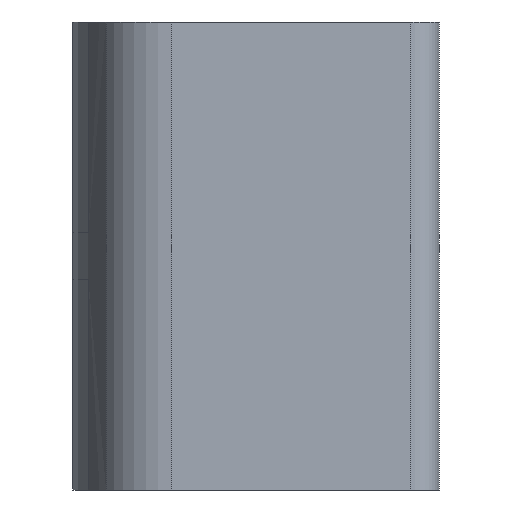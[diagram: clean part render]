
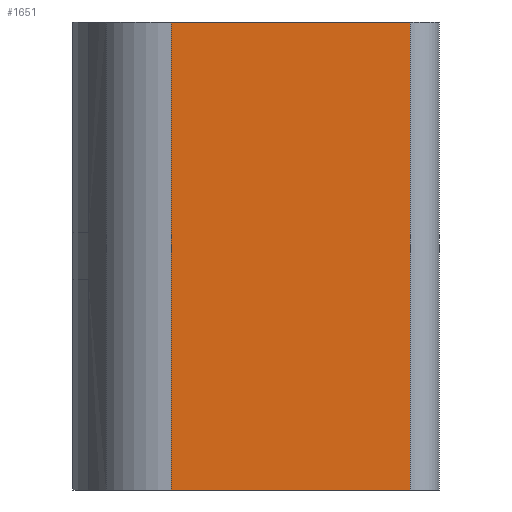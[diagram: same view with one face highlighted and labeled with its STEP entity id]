
A CAD part, left-side view. The second image highlights one B-rep face of the part: STEP entity #1651.
In plain terms, the highlighted planar face has unit normal (-1, 0, 0).
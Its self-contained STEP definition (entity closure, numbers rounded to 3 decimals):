
#15 = CARTESIAN_POINT ( 'NONE',  ( -4.125, -3.5, -6.125 ) ) ;
#59 = PLANE ( 'NONE',  #1176 ) ;
#100 = EDGE_LOOP ( 'NONE', ( #204, #2894, #2216, #1021 ) ) ;
#124 = DIRECTION ( 'NONE',  ( 0., 0., -1. ) ) ;
#141 = LINE ( 'NONE', #3014, #448 ) ;
#142 = CARTESIAN_POINT ( 'NONE',  ( -4.125, -2.75, -6.125 ) ) ;
#204 = ORIENTED_EDGE ( 'NONE', *, *, #1030, .T. ) ;
#295 = LINE ( 'NONE', #1982, #853 ) ;
#448 = VECTOR ( 'NONE', #124, 1000. ) ;
#508 = VERTEX_POINT ( 'NONE', #1902 ) ;
#651 = FACE_OUTER_BOUND ( 'NONE', #100, .T. ) ;
#679 = CARTESIAN_POINT ( 'NONE',  ( -4.125, -3.5, -6.125 ) ) ;
#785 = EDGE_CURVE ( 'NONE', #1134, #3666, #1567, .T. ) ;
#853 = VECTOR ( 'NONE', #1200, 1000. ) ;
#874 = DIRECTION ( 'NONE',  ( 0., 0., 1. ) ) ;
#1021 = ORIENTED_EDGE ( 'NONE', *, *, #3572, .T. ) ;
#1030 = EDGE_CURVE ( 'NONE', #508, #1134, #3239, .T. ) ;
#1134 = VERTEX_POINT ( 'NONE', #142 ) ;
#1151 = DIRECTION ( 'NONE',  ( -1., 0., 0. ) ) ;
#1176 = AXIS2_PLACEMENT_3D ( 'NONE', #15, #1151, #874 ) ;
#1200 = DIRECTION ( 'NONE',  ( 0., -1., 0. ) ) ;
#1567 = LINE ( 'NONE', #1857, #3206 ) ;
#1651 = ADVANCED_FACE ( 'NONE', ( #651 ), #59, .T. ) ;
#1857 = CARTESIAN_POINT ( 'NONE',  ( -4.125, -2.75, -6.125 ) ) ;
#1892 = DIRECTION ( 'NONE',  ( 0., 0., 1. ) ) ;
#1902 = CARTESIAN_POINT ( 'NONE',  ( -4.125, 3.506, -6.125 ) ) ;
#1982 = CARTESIAN_POINT ( 'NONE',  ( -4.125, -3.5, 6.125 ) ) ;
#2074 = DIRECTION ( 'NONE',  ( 0., -1., 0. ) ) ;
#2216 = ORIENTED_EDGE ( 'NONE', *, *, #3044, .F. ) ;
#2489 = CARTESIAN_POINT ( 'NONE',  ( -4.125, -2.75, 6.125 ) ) ;
#2607 = VECTOR ( 'NONE', #2074, 1000. ) ;
#2894 = ORIENTED_EDGE ( 'NONE', *, *, #785, .T. ) ;
#3014 = CARTESIAN_POINT ( 'NONE',  ( -4.125, 3.506, -6.125 ) ) ;
#3044 = EDGE_CURVE ( 'NONE', #3601, #3666, #295, .T. ) ;
#3206 = VECTOR ( 'NONE', #1892, 1000. ) ;
#3239 = LINE ( 'NONE', #679, #2607 ) ;
#3572 = EDGE_CURVE ( 'NONE', #3601, #508, #141, .T. ) ;
#3589 = CARTESIAN_POINT ( 'NONE',  ( -4.125, 3.506, 6.125 ) ) ;
#3601 = VERTEX_POINT ( 'NONE', #3589 ) ;
#3666 = VERTEX_POINT ( 'NONE', #2489 ) ;
